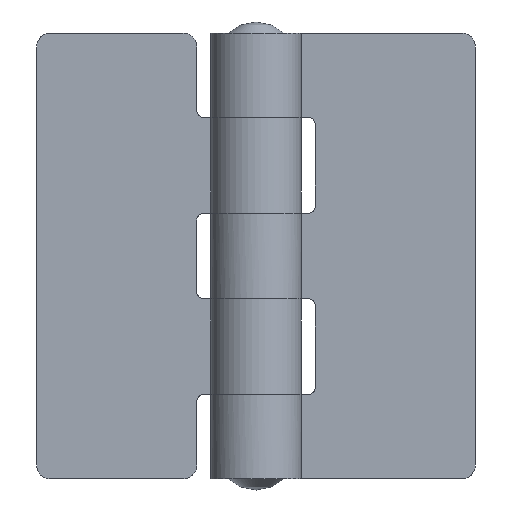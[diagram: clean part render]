
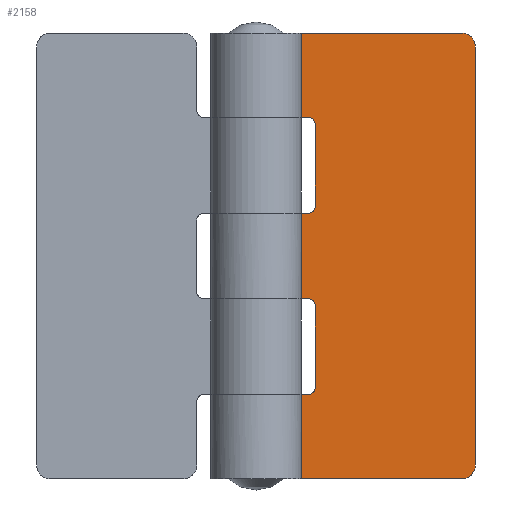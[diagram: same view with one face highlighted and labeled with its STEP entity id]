
A CAD part, front view. The second image highlights one B-rep face of the part: STEP entity #2158.
In plain terms, the highlighted free-form (B-spline) face has degree [1, 1] with [2, 2] control points.
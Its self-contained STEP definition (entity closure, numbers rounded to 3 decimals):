
#1217=CARTESIAN_POINT('',(7.5,3.5,25.85));
#1218=VERTEX_POINT('',#1217);
#1219=CARTESIAN_POINT('',(8.5,3.5,24.85));
#1220=VERTEX_POINT('',#1219);
#1221=CARTESIAN_POINT('',(7.5,3.5,25.85));
#1222=CARTESIAN_POINT('',(8.5,3.5,25.85));
#1223=CARTESIAN_POINT('',(8.5,3.5,24.85));
#1231=(BOUNDED_CURVE()B_SPLINE_CURVE(2,(#1221,#1222,#1223),.UNSPECIFIED.,.F.,.U.)CURVE()GEOMETRIC_REPRESENTATION_ITEM()QUASI_UNIFORM_CURVE()RATIONAL_B_SPLINE_CURVE((1.0,0.707,1.0))REPRESENTATION_ITEM(''));
#1232=EDGE_CURVE('',#1218,#1220,#1231,.T.);
#1278=CARTESIAN_POINT('',(8.5,3.5,13.1));
#1279=VERTEX_POINT('',#1278);
#1280=CARTESIAN_POINT('',(7.5,3.5,12.1));
#1281=VERTEX_POINT('',#1280);
#1282=CARTESIAN_POINT('',(8.5,3.5,13.1));
#1283=CARTESIAN_POINT('',(8.5,3.5,12.686));
#1284=CARTESIAN_POINT('',(8.207,3.5,12.393));
#1285=CARTESIAN_POINT('',(7.914,3.5,12.1));
#1286=CARTESIAN_POINT('',(7.5,3.5,12.1));
#1294=(BOUNDED_CURVE()B_SPLINE_CURVE(2,(#1282,#1283,#1284,#1285,#1286),.UNSPECIFIED.,.F.,.U.)B_SPLINE_CURVE_WITH_KNOTS((3,2,3),(0.0,0.5,1.0),.UNSPECIFIED.)CURVE()GEOMETRIC_REPRESENTATION_ITEM()RATIONAL_B_SPLINE_CURVE((1.0,0.924,1.0,0.924,1.0))REPRESENTATION_ITEM(''));
#1295=EDGE_CURVE('',#1279,#1281,#1294,.T.);
#1341=CARTESIAN_POINT('',(7.5,3.5,51.9));
#1342=VERTEX_POINT('',#1341);
#1343=CARTESIAN_POINT('',(8.5,3.5,50.9));
#1344=VERTEX_POINT('',#1343);
#1345=CARTESIAN_POINT('',(7.5,3.5,51.9));
#1346=CARTESIAN_POINT('',(8.5,3.5,51.9));
#1347=CARTESIAN_POINT('',(8.5,3.5,50.9));
#1355=(BOUNDED_CURVE()B_SPLINE_CURVE(2,(#1345,#1346,#1347),.UNSPECIFIED.,.F.,.U.)CURVE()GEOMETRIC_REPRESENTATION_ITEM()QUASI_UNIFORM_CURVE()RATIONAL_B_SPLINE_CURVE((1.0,0.707,1.0))REPRESENTATION_ITEM(''));
#1356=EDGE_CURVE('',#1342,#1344,#1355,.T.);
#1402=CARTESIAN_POINT('',(8.5,3.5,39.15));
#1403=VERTEX_POINT('',#1402);
#1404=CARTESIAN_POINT('',(7.5,3.5,38.15));
#1405=VERTEX_POINT('',#1404);
#1406=CARTESIAN_POINT('',(8.5,3.5,39.15));
#1407=CARTESIAN_POINT('',(8.5,3.5,38.15));
#1408=CARTESIAN_POINT('',(7.5,3.5,38.15));
#1416=(BOUNDED_CURVE()B_SPLINE_CURVE(2,(#1406,#1407,#1408),.UNSPECIFIED.,.F.,.U.)CURVE()GEOMETRIC_REPRESENTATION_ITEM()QUASI_UNIFORM_CURVE()RATIONAL_B_SPLINE_CURVE((1.0,0.707,1.0))REPRESENTATION_ITEM(''));
#1417=EDGE_CURVE('',#1403,#1405,#1416,.T.);
#1480=CARTESIAN_POINT('',(29.5,3.5,64.));
#1481=VERTEX_POINT('',#1480);
#1487=CARTESIAN_POINT('',(31.5,3.5,62.));
#1488=VERTEX_POINT('',#1487);
#1489=CARTESIAN_POINT('',(31.5,3.5,62.));
#1490=CARTESIAN_POINT('',(31.5,3.5,64.));
#1491=CARTESIAN_POINT('',(29.5,3.5,64.));
#1499=(BOUNDED_CURVE()B_SPLINE_CURVE(2,(#1489,#1490,#1491),.UNSPECIFIED.,.F.,.U.)CURVE()GEOMETRIC_REPRESENTATION_ITEM()QUASI_UNIFORM_CURVE()RATIONAL_B_SPLINE_CURVE((1.0,0.707,1.0))REPRESENTATION_ITEM(''));
#1500=EDGE_CURVE('',#1488,#1481,#1499,.T.);
#1541=CARTESIAN_POINT('',(31.5,3.5,2.0));
#1542=VERTEX_POINT('',#1541);
#1548=CARTESIAN_POINT('',(29.5,3.5,0.0));
#1549=VERTEX_POINT('',#1548);
#1550=CARTESIAN_POINT('',(29.5,3.5,0.0));
#1551=CARTESIAN_POINT('',(31.5,3.5,0.0));
#1552=CARTESIAN_POINT('',(31.5,3.5,2.0));
#1560=(BOUNDED_CURVE()B_SPLINE_CURVE(2,(#1550,#1551,#1552),.UNSPECIFIED.,.F.,.U.)CURVE()GEOMETRIC_REPRESENTATION_ITEM()QUASI_UNIFORM_CURVE()RATIONAL_B_SPLINE_CURVE((1.0,0.707,1.0))REPRESENTATION_ITEM(''));
#1561=EDGE_CURVE('',#1549,#1542,#1560,.T.);
#1584=CARTESIAN_POINT('',(0.0,3.5,25.85));
#1585=VERTEX_POINT('',#1584);
#1586=CARTESIAN_POINT('',(7.5,3.5,25.85));
#1587=CARTESIAN_POINT('',(0.0,3.5,25.85));
#1588=QUASI_UNIFORM_CURVE('',1,(#1586,#1587),.UNSPECIFIED.,.F.,.U.);
#1589=EDGE_CURVE('',#1218,#1585,#1588,.T.);
#1652=CARTESIAN_POINT('',(8.5,3.5,13.1));
#1653=CARTESIAN_POINT('',(8.5,3.5,24.85));
#1654=QUASI_UNIFORM_CURVE('',1,(#1652,#1653),.UNSPECIFIED.,.F.,.U.);
#1655=EDGE_CURVE('',#1279,#1220,#1654,.T.);
#1666=CARTESIAN_POINT('',(0.0,3.5,12.1));
#1667=VERTEX_POINT('',#1666);
#1668=CARTESIAN_POINT('',(0.0,3.5,12.1));
#1669=CARTESIAN_POINT('',(7.5,3.5,12.1));
#1670=QUASI_UNIFORM_CURVE('',1,(#1668,#1669),.UNSPECIFIED.,.F.,.U.);
#1671=EDGE_CURVE('',#1667,#1281,#1670,.T.);
#1736=CARTESIAN_POINT('',(0.0,3.5,38.15));
#1737=VERTEX_POINT('',#1736);
#1738=CARTESIAN_POINT('',(0.0,3.5,38.15));
#1739=CARTESIAN_POINT('',(7.5,3.5,38.15));
#1740=QUASI_UNIFORM_CURVE('',1,(#1738,#1739),.UNSPECIFIED.,.F.,.U.);
#1741=EDGE_CURVE('',#1737,#1405,#1740,.T.);
#1812=CARTESIAN_POINT('',(8.5,3.5,39.15));
#1813=CARTESIAN_POINT('',(8.5,3.5,50.9));
#1814=QUASI_UNIFORM_CURVE('',1,(#1812,#1813),.UNSPECIFIED.,.F.,.U.);
#1815=EDGE_CURVE('',#1403,#1344,#1814,.T.);
#1834=CARTESIAN_POINT('',(0.0,3.5,51.9));
#1835=VERTEX_POINT('',#1834);
#1836=CARTESIAN_POINT('',(7.5,3.5,51.9));
#1837=CARTESIAN_POINT('',(0.0,3.5,51.9));
#1838=QUASI_UNIFORM_CURVE('',1,(#1836,#1837),.UNSPECIFIED.,.F.,.U.);
#1839=EDGE_CURVE('',#1342,#1835,#1838,.T.);
#1904=CARTESIAN_POINT('',(0.0,3.5,0.0));
#1905=VERTEX_POINT('',#1904);
#1906=CARTESIAN_POINT('',(29.5,3.5,0.0));
#1907=CARTESIAN_POINT('',(0.0,3.5,0.0));
#1908=QUASI_UNIFORM_CURVE('',1,(#1906,#1907),.UNSPECIFIED.,.F.,.U.);
#1909=EDGE_CURVE('',#1549,#1905,#1908,.T.);
#1966=CARTESIAN_POINT('',(0.0,3.5,64.));
#1967=VERTEX_POINT('',#1966);
#1968=CARTESIAN_POINT('',(29.5,3.5,64.));
#1969=CARTESIAN_POINT('',(0.0,3.5,64.));
#1970=QUASI_UNIFORM_CURVE('',1,(#1968,#1969),.UNSPECIFIED.,.F.,.U.);
#1971=EDGE_CURVE('',#1481,#1967,#1970,.T.);
#2112=CARTESIAN_POINT('',(0.0,3.5,38.15));
#2113=CARTESIAN_POINT('',(0.0,3.5,25.85));
#2114=QUASI_UNIFORM_CURVE('',1,(#2112,#2113),.UNSPECIFIED.,.F.,.U.);
#2115=EDGE_CURVE('',#1737,#1585,#2114,.T.);
#2121=CARTESIAN_POINT('',(-1.573,3.5,67.197));
#2122=CARTESIAN_POINT('',(-1.573,3.5,-3.197));
#2123=CARTESIAN_POINT('',(33.073,3.5,67.197));
#2124=CARTESIAN_POINT('',(33.073,3.5,-3.197));
#2125=B_SPLINE_SURFACE_WITH_KNOTS('',1,1,((#2121,#2123),(#2122,#2124)),.UNSPECIFIED.,.F.,.F.,.U.,(2,2),(2,2),(0.0,70.394),(0.0,34.647),.UNSPECIFIED.);
#2126=ORIENTED_EDGE('',*,*,#1909,.F.);
#2127=ORIENTED_EDGE('',*,*,#1561,.T.);
#2128=CARTESIAN_POINT('',(31.5,3.5,62.));
#2129=CARTESIAN_POINT('',(31.5,3.5,2.0));
#2130=QUASI_UNIFORM_CURVE('',1,(#2128,#2129),.UNSPECIFIED.,.F.,.U.);
#2131=EDGE_CURVE('',#1488,#1542,#2130,.T.);
#2132=ORIENTED_EDGE('',*,*,#2131,.F.);
#2133=ORIENTED_EDGE('',*,*,#1500,.T.);
#2134=ORIENTED_EDGE('',*,*,#1971,.T.);
#2135=CARTESIAN_POINT('',(0.0,3.5,64.));
#2136=CARTESIAN_POINT('',(0.0,3.5,51.9));
#2137=QUASI_UNIFORM_CURVE('',1,(#2135,#2136),.UNSPECIFIED.,.F.,.U.);
#2138=EDGE_CURVE('',#1967,#1835,#2137,.T.);
#2139=ORIENTED_EDGE('',*,*,#2138,.T.);
#2140=ORIENTED_EDGE('',*,*,#1839,.F.);
#2141=ORIENTED_EDGE('',*,*,#1356,.T.);
#2142=ORIENTED_EDGE('',*,*,#1815,.F.);
#2143=ORIENTED_EDGE('',*,*,#1417,.T.);
#2144=ORIENTED_EDGE('',*,*,#1741,.F.);
#2145=ORIENTED_EDGE('',*,*,#2115,.T.);
#2146=ORIENTED_EDGE('',*,*,#1589,.F.);
#2147=ORIENTED_EDGE('',*,*,#1232,.T.);
#2148=ORIENTED_EDGE('',*,*,#1655,.F.);
#2149=ORIENTED_EDGE('',*,*,#1295,.T.);
#2150=ORIENTED_EDGE('',*,*,#1671,.F.);
#2151=CARTESIAN_POINT('',(0.0,3.5,12.1));
#2152=CARTESIAN_POINT('',(0.0,3.5,0.0));
#2153=QUASI_UNIFORM_CURVE('',1,(#2151,#2152),.UNSPECIFIED.,.F.,.U.);
#2154=EDGE_CURVE('',#1667,#1905,#2153,.T.);
#2155=ORIENTED_EDGE('',*,*,#2154,.T.);
#2156=EDGE_LOOP('',(#2126,#2127,#2132,#2133,#2134,#2139,#2140,#2141,#2142,#2143,#2144,#2145,#2146,#2147,#2148,#2149,#2150,#2155));
#2157=FACE_OUTER_BOUND('',#2156,.T.);
#2158=ADVANCED_FACE('',(#2157),#2125,.T.);
